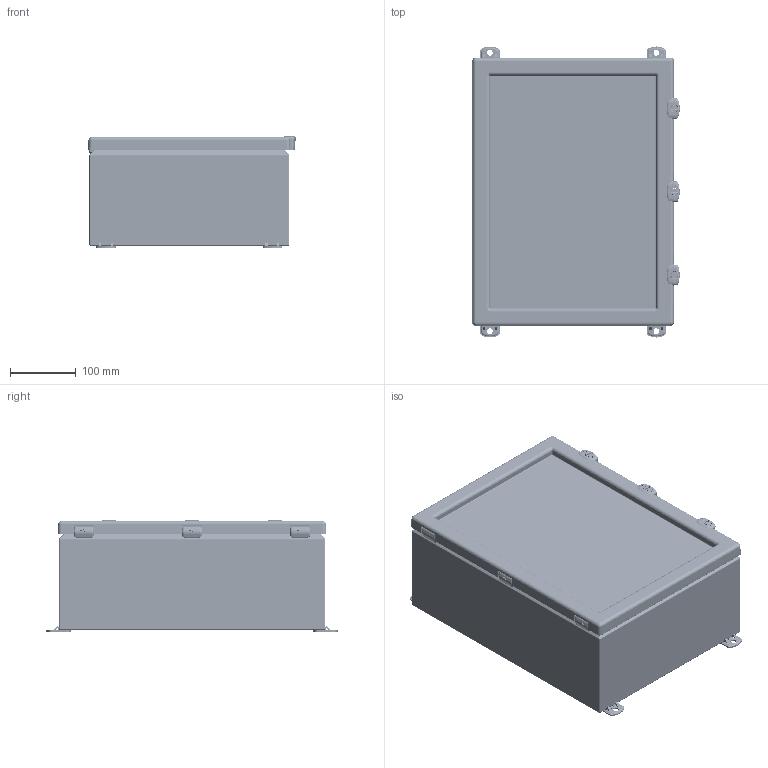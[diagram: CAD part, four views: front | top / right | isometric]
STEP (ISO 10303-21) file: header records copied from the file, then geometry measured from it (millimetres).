
FILE_DESCRIPTION(/* description */ ('5412ESCHV 16" x 12" x 6" Assembly'),/* implementation_level */ '2;1');
FILE_NAME(/* name */ '5412ESCHV161206.stp',/* time_stamp */ '2025-05-27T11:10:40-04:00',/* author */ ('BoxCad'),/* organization */ (''),/* preprocessor_version */ 'ST-DEVELOPER v20',/* originating_system */ 'Autodesk Inventor 2024',/* authorisation */ '');
FILE_SCHEMA (('AUTOMOTIVE_DESIGN { 1 0 10303 214 3 1 1 }'));
Products named in the file (39): 5412ESCHV161206; 5412ESCHV161206B; 5412ESCHV161206B-P; STK-Q-08350; STK-P-02400S; STK-S-00100; 880SP1612G; 880SP1612G-P; 5412ESCHV161206AK; STK-Q-71300; STK-Q-03200; STK-Q-10251; STK-Q-10251-A; STK-Q-10251-B; STK-Q-03070; STK-Q-07260; 5412ESCHV161206C; 880CEW1612-P; 5412ESCHV161206G; STK-A-33033-1; STK-A-33033-2; STK-A-33033-3; STK-Q-33033-B; STK-Q-33033-S; STK-Q-33033-G; STK-Q-33070; DEV-Q-70720; STK-Q-70740; STK-A-08126-4; STK-Q-08110_4; STK-A-08126-5; STK-Q-08110_5; STK-A-08126-6; STK-Q-10258; STK-Q-10258-A; STK-Q-10258-B; STK-Q-08110_6; STK-Q-08110-A-1; STK-Q-08110-B
Assembly tree (77 placements, depth 4):
  5412ESCHV161206
    5412ESCHV161206B
      5412ESCHV161206B-P
      STK-Q-08350  x4
      STK-P-02400S
      STK-S-00100
    880SP1612G
      880SP1612G-P
    5412ESCHV161206AK
      STK-Q-71300  x4
      STK-Q-03200  x4
      STK-Q-03070  x4
      STK-Q-10251  x4
        STK-Q-10251-A
        STK-Q-10251-B
      STK-Q-07260  x4
    5412ESCHV161206C
      880CEW1612-P
      5412ESCHV161206G
      STK-A-33033-1
        STK-Q-33033-B
        STK-Q-33033-S
        STK-Q-33033-G
      STK-A-33033-2
        STK-Q-33033-B
        STK-Q-33033-S
        STK-Q-33033-G
      STK-A-33033-3
        STK-Q-33033-B
        STK-Q-33033-S
        STK-Q-33033-G
      STK-Q-33070  x6
      DEV-Q-70720  x3
      STK-Q-70740  x3
    STK-A-08126-4
      STK-Q-10258
        STK-Q-10258-A
        STK-Q-10258-B
      STK-Q-08110_4
        STK-Q-08110-A-1
        STK-Q-08110-B
    STK-A-08126-5
      STK-Q-10258
        STK-Q-10258-A
        STK-Q-10258-B
      STK-Q-08110_5
        STK-Q-08110-A-1
        STK-Q-08110-B
    STK-A-08126-6
      STK-Q-10258
        STK-Q-10258-A
        STK-Q-10258-B
      STK-Q-08110_6
        STK-Q-08110-A-1
        STK-Q-08110-B
Bounding box: 316.71 x 444.4 x 169.89 mm (x, y, z)
Volume: 1297369 mm3; surface area: 1344743.7 mm2
Topology: 69 solids, 69 shells, 9834 faces, 24757 edges, 14804 vertices
Faces by surface type: plane 4136, cylinder 2237, bspline 2139, torus 796, cone 299, sphere 227
Full cylindrical faces by diameter (mm): 0.762 x4, 0.9 x4, 3 x3, 3.175 x3, 3.8 x6, 3.9 x12, 4 x3, 4.2 x3, 4.4 x9, 4.45 x3, 4.9 x21, 5 x6, 5.1 x23, 5.537 x3, 5.9 x64, 6 x6, 6.1 x4, 7.62 x3, 7.747 x4, 8.128 x4, 8.382 x3, 9.9 x4, 10.465 x3, 10.7 x3, 13 x4
Entity records: 173540 total; most frequent: CARTESIAN_POINT 63771, ORIENTED_EDGE 23644, DIRECTION 20904, EDGE_CURVE 11822, AXIS2_PLACEMENT_3D 7517, VERTEX_POINT 7151, LINE 5870, VECTOR 5870
